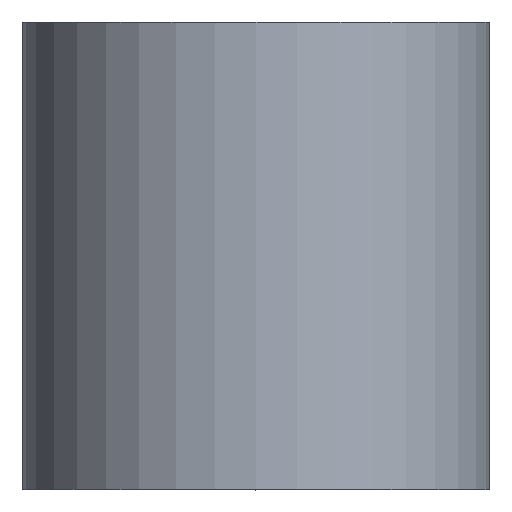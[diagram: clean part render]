
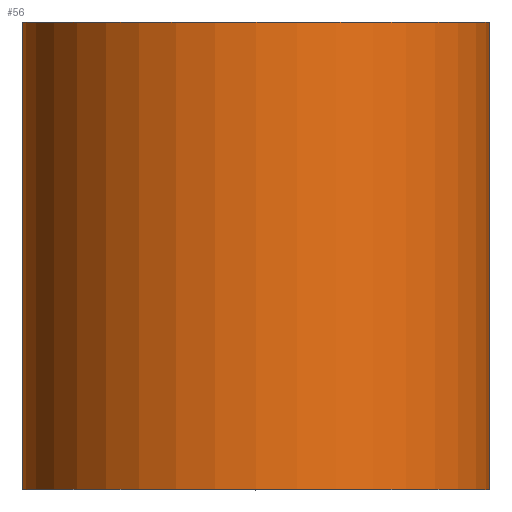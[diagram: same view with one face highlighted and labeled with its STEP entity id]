
A CAD part, top view. The second image highlights one B-rep face of the part: STEP entity #56.
In plain terms, the highlighted cylindrical face has radius 3.175 mm (diameter 6.35 mm), a full revolution.
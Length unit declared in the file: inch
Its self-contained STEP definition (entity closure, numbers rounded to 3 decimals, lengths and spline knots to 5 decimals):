
#18=FACE_BOUND('',#28,.T.);
#22=FACE_OUTER_BOUND('',#27,.T.);
#27=EDGE_LOOP('',(#47));
#28=EDGE_LOOP('',(#48));
#35=CIRCLE('',#83,0.125);
#36=CIRCLE('',#84,0.125);
#39=VERTEX_POINT('',#112);
#40=VERTEX_POINT('',#114);
#43=EDGE_CURVE('',#39,#39,#35,.T.);
#44=EDGE_CURVE('',#40,#40,#36,.T.);
#47=ORIENTED_EDGE('',*,*,#43,.F.);
#48=ORIENTED_EDGE('',*,*,#44,.F.);
#54=CYLINDRICAL_SURFACE('',#82,0.125);
#56=ADVANCED_FACE('',(#22,#18),#54,.T.);
#82=AXIS2_PLACEMENT_3D('',#111,#95,#96);
#83=AXIS2_PLACEMENT_3D('',#113,#97,#98);
#84=AXIS2_PLACEMENT_3D('',#115,#99,#100);
#95=DIRECTION('center_axis',(0.,1.,0.));
#96=DIRECTION('ref_axis',(1.,0.,0.));
#97=DIRECTION('center_axis',(0.,1.,0.));
#98=DIRECTION('ref_axis',(1.,0.,0.));
#99=DIRECTION('center_axis',(0.,-1.,0.));
#100=DIRECTION('ref_axis',(1.,0.,0.));
#111=CARTESIAN_POINT('Origin',(0.,0.,0.));
#112=CARTESIAN_POINT('',(-0.125,0.25,0.));
#113=CARTESIAN_POINT('Origin',(0.,0.25,0.));
#114=CARTESIAN_POINT('',(-0.125,0.,0.));
#115=CARTESIAN_POINT('Origin',(0.,0.,0.));
